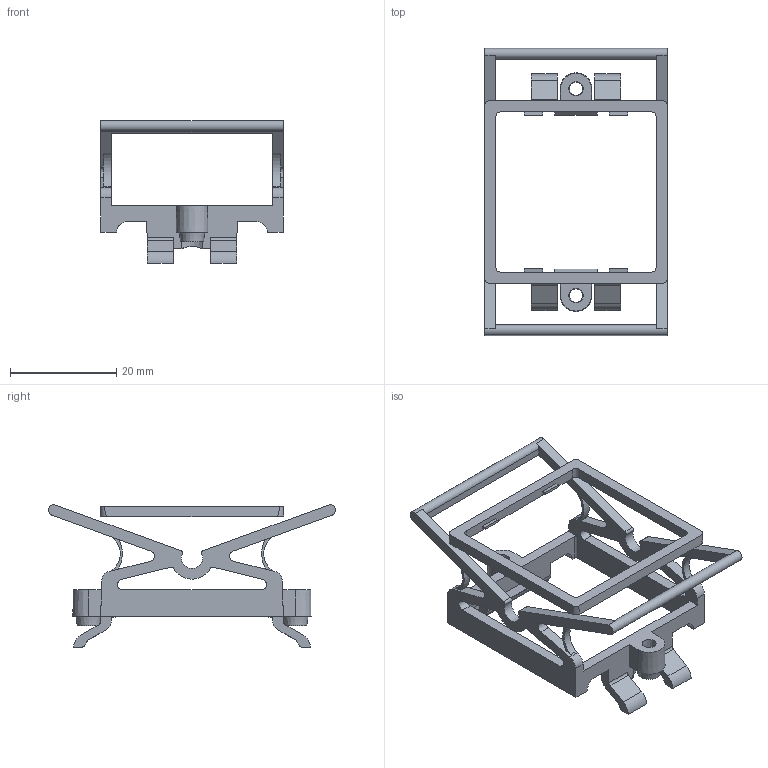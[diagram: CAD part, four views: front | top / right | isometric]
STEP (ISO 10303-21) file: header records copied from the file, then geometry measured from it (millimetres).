
FILE_DESCRIPTION(/* description */ ('STEP AP214'),/* implementation_level */ '2;1');
FILE_NAME(/* name */ '8035561_SAMH-PN-F',/* time_stamp */ '2024-09-10T09:43:50+02:00',/* author */ ('License CC BY-ND 4.0'),/* organization */ ('CADENAS'),/* preprocessor_version */ 'ST-DEVELOPER v19.3',/* originating_system */ 'PARTsolutions',/* authorisation */ ' ');
FILE_SCHEMA (('AUTOMOTIVE_DESIGN {1 0 10303 214 3 1 1}'));
Length unit declared in the file: millimetre
Products named in the file (3): 8035561 SAMH-PN-F; 8035561 SAMH-PN-F---(part1); 8035561 SAMH-PN-F---(part2)
Assembly tree (2 placements, depth 2):
  8035561 SAMH-PN-F
    8035561 SAMH-PN-F---(part1)
    8035561 SAMH-PN-F---(part2)
Bounding box: 34.5 x 54 x 26.8 mm (x, y, z)
Volume: 3329.7 mm3; surface area: 5587.6 mm2
Topology: 2 solids, 2 shells, 244 faces, 648 edges, 426 vertices
Faces by surface type: plane 134, cylinder 92, cone 10, torus 8
Full cylindrical faces by diameter (mm): 0.9 x8, 1 x16
Entity records: 7547 total; most frequent: DIRECTION 1322, CARTESIAN_POINT 1295, ORIENTED_EDGE 1220, EDGE_CURVE 610, AXIS2_PLACEMENT_3D 469, VERTEX_POINT 426, LINE 384, VECTOR 384
